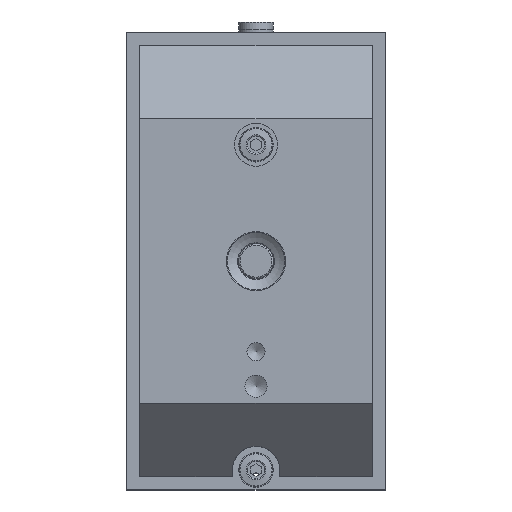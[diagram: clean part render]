
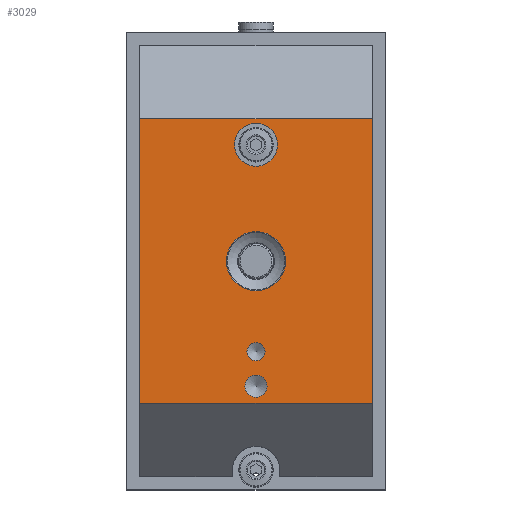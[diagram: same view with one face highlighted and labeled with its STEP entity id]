
A CAD part, top view. The second image highlights one B-rep face of the part: STEP entity #3029.
In plain terms, the highlighted planar face has unit normal (0, 0, 1).
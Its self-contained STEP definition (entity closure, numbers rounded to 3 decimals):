
#98=LINE('',#4259,#264);
#99=LINE('',#4262,#265);
#100=LINE('',#4264,#266);
#101=LINE('',#4266,#267);
#264=VECTOR('',#3522,1000.);
#265=VECTOR('',#3523,1000.);
#266=VECTOR('',#3524,1000.);
#267=VECTOR('',#3525,1000.);
#430=PLANE('',#3220);
#531=ORIENTED_EDGE('',*,*,#1098,.T.);
#532=ORIENTED_EDGE('',*,*,#1099,.T.);
#533=ORIENTED_EDGE('',*,*,#1100,.T.);
#534=ORIENTED_EDGE('',*,*,#1101,.T.);
#535=ORIENTED_EDGE('',*,*,#1102,.T.);
#536=ORIENTED_EDGE('',*,*,#1103,.T.);
#537=ORIENTED_EDGE('',*,*,#1104,.T.);
#538=ORIENTED_EDGE('',*,*,#1105,.T.);
#1098=EDGE_CURVE('',#1382,#1382,#1593,.T.);
#1099=EDGE_CURVE('',#1383,#1383,#1594,.T.);
#1100=EDGE_CURVE('',#1384,#1384,#1595,.T.);
#1101=EDGE_CURVE('',#1385,#1385,#1596,.T.);
#1102=EDGE_CURVE('',#1386,#1387,#98,.T.);
#1103=EDGE_CURVE('',#1387,#1388,#99,.T.);
#1104=EDGE_CURVE('',#1388,#1389,#100,.T.);
#1105=EDGE_CURVE('',#1389,#1386,#101,.T.);
#1382=VERTEX_POINT('',#4252);
#1383=VERTEX_POINT('',#4254);
#1384=VERTEX_POINT('',#4256);
#1385=VERTEX_POINT('',#4258);
#1386=VERTEX_POINT('',#4260);
#1387=VERTEX_POINT('',#4261);
#1388=VERTEX_POINT('',#4263);
#1389=VERTEX_POINT('',#4265);
#1593=CIRCLE('',#3221,2.575);
#1594=CIRCLE('',#3222,6.841);
#1595=CIRCLE('',#3223,2.1);
#1596=CIRCLE('',#3224,5.);
#1705=EDGE_LOOP('',(#531));
#1706=EDGE_LOOP('',(#532));
#1707=EDGE_LOOP('',(#533));
#1708=EDGE_LOOP('',(#534));
#1709=EDGE_LOOP('',(#535,#536,#537,#538));
#1939=FACE_BOUND('',#1705,.T.);
#1940=FACE_BOUND('',#1706,.T.);
#1941=FACE_BOUND('',#1707,.T.);
#1942=FACE_BOUND('',#1708,.T.);
#1943=FACE_BOUND('',#1709,.T.);
#3029=ADVANCED_FACE('',(#1939,#1940,#1941,#1942,#1943),#430,.F.);
#3220=AXIS2_PLACEMENT_3D('',#4250,#3512,#3513);
#3221=AXIS2_PLACEMENT_3D('',#4251,#3514,#3515);
#3222=AXIS2_PLACEMENT_3D('',#4253,#3516,#3517);
#3223=AXIS2_PLACEMENT_3D('',#4255,#3518,#3519);
#3224=AXIS2_PLACEMENT_3D('',#4257,#3520,#3521);
#3512=DIRECTION('',(0.,0.,-1.));
#3513=DIRECTION('',(-1.,0.,0.));
#3514=DIRECTION('',(0.,0.,-1.));
#3515=DIRECTION('',(0.,-1.,0.));
#3516=DIRECTION('',(0.,0.,-1.));
#3517=DIRECTION('',(-1.,0.,0.));
#3518=DIRECTION('',(0.,0.,-1.));
#3519=DIRECTION('',(0.,-1.,0.));
#3520=DIRECTION('',(0.,0.,-1.));
#3521=DIRECTION('',(0.,-1.,0.));
#3522=DIRECTION('',(0.,1.,0.));
#3523=DIRECTION('',(-1.,0.,0.));
#3524=DIRECTION('',(0.,-1.,0.));
#3525=DIRECTION('',(1.,0.,0.));
#4250=CARTESIAN_POINT('',(0.,0.,35.5));
#4251=CARTESIAN_POINT('',(0.,-29.,35.5));
#4252=CARTESIAN_POINT('',(0.,-31.575,35.5));
#4253=CARTESIAN_POINT('',(0.,0.,35.5));
#4254=CARTESIAN_POINT('',(-6.841,0.,35.5));
#4255=CARTESIAN_POINT('',(0.,-21.,35.5));
#4256=CARTESIAN_POINT('',(0.,-23.1,35.5));
#4257=CARTESIAN_POINT('',(0.,27.,35.5));
#4258=CARTESIAN_POINT('',(0.,22.,35.5));
#4259=CARTESIAN_POINT('',(27.,-50.,35.5));
#4260=CARTESIAN_POINT('',(27.,-33.,35.5));
#4261=CARTESIAN_POINT('',(27.,33.,35.5));
#4262=CARTESIAN_POINT('',(-27.,33.,35.5));
#4263=CARTESIAN_POINT('',(-27.,33.,35.5));
#4264=CARTESIAN_POINT('',(-27.,50.,35.5));
#4265=CARTESIAN_POINT('',(-27.,-33.,35.5));
#4266=CARTESIAN_POINT('',(27.,-33.,35.5));
